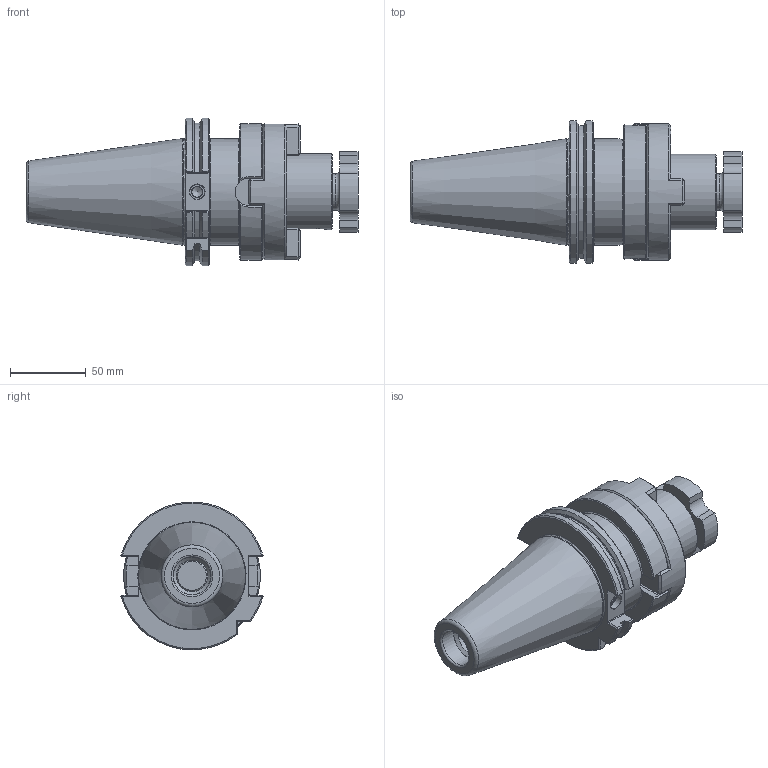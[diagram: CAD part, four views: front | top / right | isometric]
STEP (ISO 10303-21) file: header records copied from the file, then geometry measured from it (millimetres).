
FILE_DESCRIPTION( ( 'Unknown' ), '1' );
FILE_NAME( '225045050-D.stp', 'Unknown', ( 'Unknown' ), ( 'Unknown' ), 'PSStep 15.0.49', 'Unknown', ' ' );
FILE_SCHEMA( ( 'AUTOMOTIVE_DESIGN { 1 0 10303 214 1 1 1 1 }' ) );
Length unit declared in the file: millimetre
Products named in the file (3): 1; 2; 3
Bounding box: 218.6 x 93.58 x 97.32 mm (x, y, z)
Volume: 662272.7 mm3; surface area: 95676.8 mm2
Topology: 3 solids, 3 shells, 241 faces, 612 edges, 379 vertices
Faces by surface type: plane 133, cone 45, cylinder 41, torus 15, bspline 7
Full cylindrical faces by diameter (mm): 7 x1, 10 x1, 20.752 x3, 24 x1, 25 x2, 49.4 x1, 50 x2, 70 x1, 90 x1
Entity records: 9634 total; most frequent: CARTESIAN_POINT 2292, ORIENTED_EDGE 1134, DIRECTION 1050, EDGE_CURVE 567, AXIS2_PLACEMENT_3D 388, VERTEX_POINT 367, EDGE_LOOP 277, LINE 274
